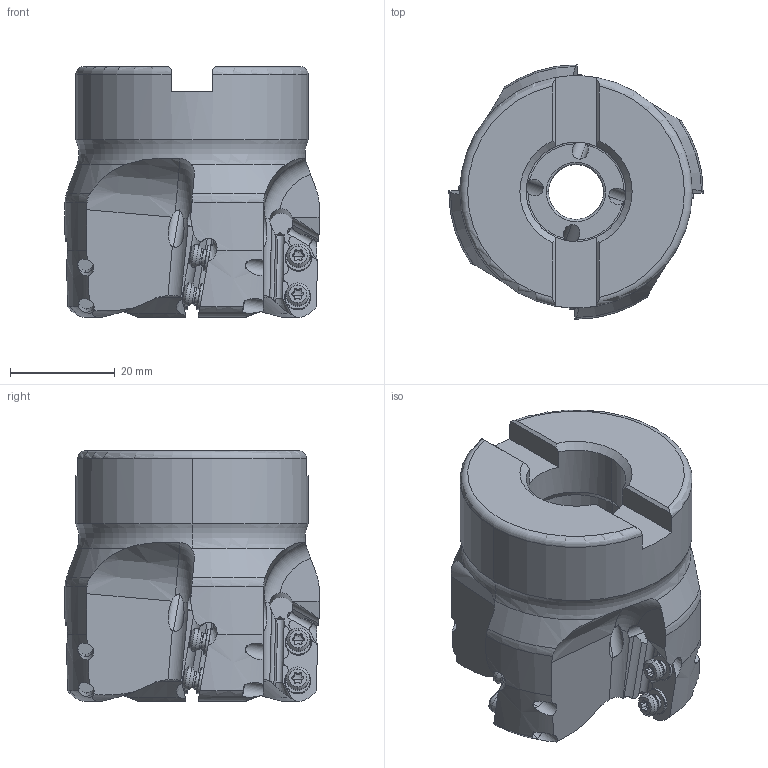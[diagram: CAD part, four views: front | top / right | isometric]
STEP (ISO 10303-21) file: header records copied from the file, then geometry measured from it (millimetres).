
FILE_DESCRIPTION(/* description */ (''),/* implementation_level */ '2;1');
FILE_NAME(/* name */ 'AXD4000UR0204B.stp',/* time_stamp */ '2019-03-25T17:15:35+09:00',/* author */ (''),/* organization */ (''),/* preprocessor_version */ 'ST-DEVELOPER v16',/* originating_system */ 'SIEMENS PLM Software NX 10.0',/* authorisation */ '');
FILE_SCHEMA (('AUTOMOTIVE_DESIGN { 1 0 10303 214 3 1 1 1 }'));
Length unit declared in the file: millimetre
Products named in the file (1): AXD4000UR0204B_ASM
Bounding box: 48.57 x 48.57 x 47.92 mm (x, y, z)
Volume: 50032.9 mm3; surface area: 14479.2 mm2
Topology: 9 solids, 9 shells, 553 faces, 1781 edges, 1227 vertices
Faces by surface type: cylinder 274, plane 127, cone 92, torus 44, sphere 16
Entity records: 25369 total; most frequent: CARTESIAN_POINT 9629, ORIENTED_EDGE 3530, DIRECTION 3150, EDGE_CURVE 1765, AXIS2_PLACEMENT_3D 1351, VERTEX_POINT 1227, CIRCLE 708, EDGE_LOOP 576
